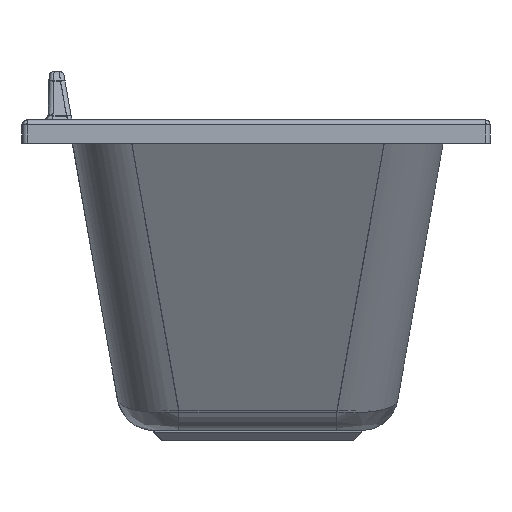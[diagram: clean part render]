
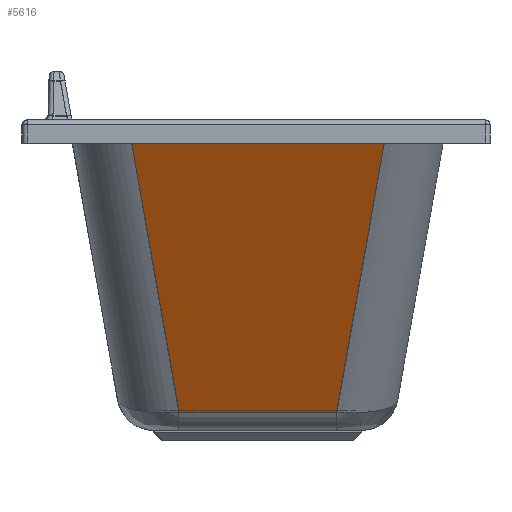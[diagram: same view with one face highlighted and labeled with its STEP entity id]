
A CAD part, front view. The second image highlights one B-rep face of the part: STEP entity #5616.
In plain terms, the highlighted face is planar.
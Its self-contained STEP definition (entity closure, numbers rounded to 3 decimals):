
#1465=CARTESIAN_POINT('',(734.359,196.879,474.));
#1466=VERTEX_POINT('',#1465);
#1790=CARTESIAN_POINT('',(485.233,120.794,42.5));
#1791=VERTEX_POINT('',#1790);
#1911=CARTESIAN_POINT('',(734.359,-191.879,474.));
#1912=VERTEX_POINT('',#1911);
#1913=CARTESIAN_POINT('',(734.359,196.879,474.));
#1914=DIRECTION('',(0.0,-1.0,0.0));
#1915=VECTOR('',#1914,388.758);
#1916=LINE('',#1913,#1915);
#1917=EDGE_CURVE('',#1466,#1912,#1916,.T.);
#2333=CARTESIAN_POINT('',(485.233,-115.794,42.5));
#2334=VERTEX_POINT('',#2333);
#2335=CARTESIAN_POINT('',(485.233,-115.794,42.5));
#2336=DIRECTION('',(0.0,1.0,0.0));
#2337=VECTOR('',#2336,236.588);
#2338=LINE('',#2335,#2337);
#2339=EDGE_CURVE('',#2334,#1791,#2338,.T.);
#2856=CARTESIAN_POINT('',(485.233,-115.794,42.5));
#2857=DIRECTION('',(0.494,-0.151,0.856));
#2858=VECTOR('',#2857,504.029);
#2859=LINE('',#2856,#2858);
#2860=EDGE_CURVE('',#2334,#1912,#2859,.T.);
#5600=CARTESIAN_POINT('',(736.38,0.0,477.5));
#5601=DIRECTION('',(-0.866,0.0,0.5));
#5602=DIRECTION('',(0.5,0.0,0.866));
#5603=AXIS2_PLACEMENT_3D('',#5600,#5601,#5602);
#5604=PLANE('',#5603);
#5605=ORIENTED_EDGE('',*,*,#2860,.F.);
#5606=ORIENTED_EDGE('',*,*,#2339,.T.);
#5607=CARTESIAN_POINT('',(485.233,120.794,42.5));
#5608=DIRECTION('',(0.494,0.151,0.856));
#5609=VECTOR('',#5608,504.029);
#5610=LINE('',#5607,#5609);
#5611=EDGE_CURVE('',#1791,#1466,#5610,.T.);
#5612=ORIENTED_EDGE('',*,*,#5611,.T.);
#5613=ORIENTED_EDGE('',*,*,#1917,.T.);
#5614=EDGE_LOOP('',(#5605,#5606,#5612,#5613));
#5615=FACE_OUTER_BOUND('',#5614,.T.);
#5616=ADVANCED_FACE('',(#5615),#5604,.F.);
